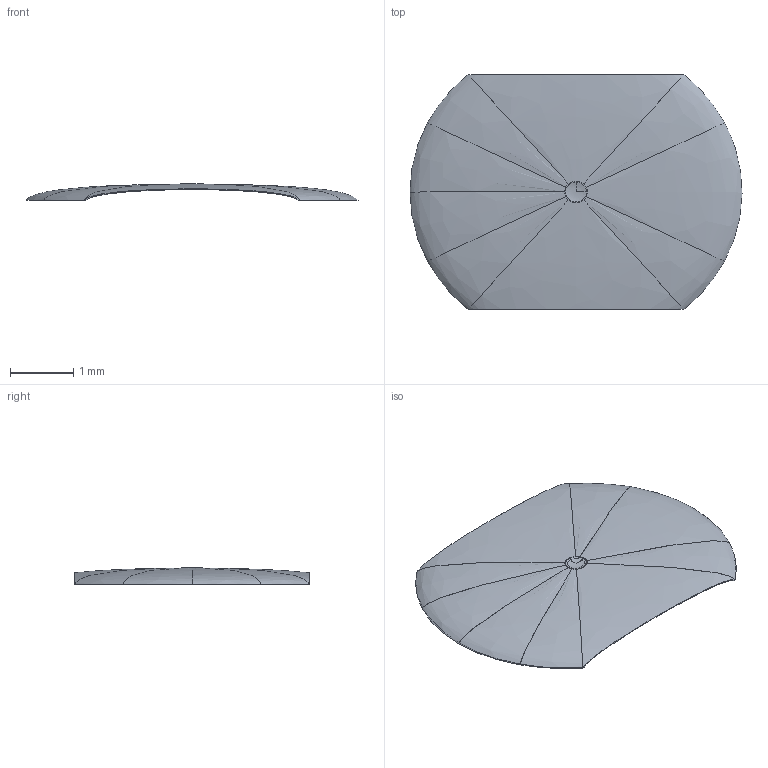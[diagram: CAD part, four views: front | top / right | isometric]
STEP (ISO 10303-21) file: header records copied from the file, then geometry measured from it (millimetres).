
FILE_DESCRIPTION(/* description */ (''),/* implementation_level */ '2;1');
FILE_NAME(/* name */ 'Metal_Dome_Oval_5mm.step',/* time_stamp */ '2023-03-06T02:56:49+01:00',/* author */ (''),/* organization */ (''),/* preprocessor_version */ 'ST-DEVELOPER v19.2',/* originating_system */ 'Autodesk Translation Framework v11.17.0.187',/* authorisation */ '');
FILE_SCHEMA (('AUTOMOTIVE_DESIGN { 1 0 10303 214 3 1 1 }'));
Length unit declared in the file: millimetre
Products named in the file (1): (Unsaved)
Bounding box: 5.23 x 3.7 x 0.26 mm (x, y, z)
Volume: 0.2 mm3; surface area: 35.3 mm2
Topology: 1 solids, 1 shells, 29 faces, 80 edges, 50 vertices
Faces by surface type: bspline 24, plane 5
Entity records: 1777 total; most frequent: CARTESIAN_POINT 1189, ORIENTED_EDGE 152, EDGE_CURVE 76, DIRECTION 62, VERTEX_POINT 50, B_SPLINE_CURVE_WITH_KNOTS 48, EDGE_LOOP 30, FACE_OUTER_BOUND 29
